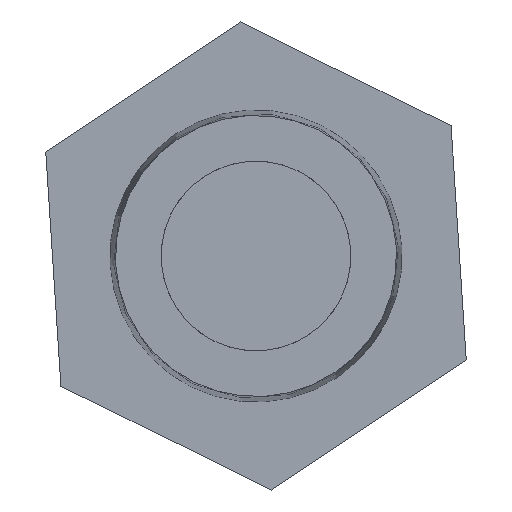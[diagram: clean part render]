
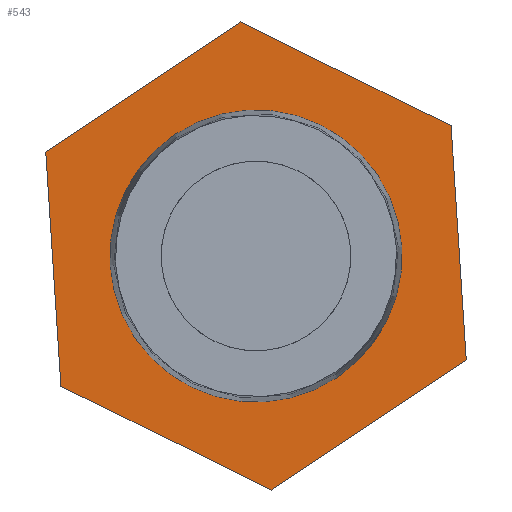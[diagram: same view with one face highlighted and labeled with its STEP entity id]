
A CAD part, front view. The second image highlights one B-rep face of the part: STEP entity #543.
In plain terms, the highlighted face is planar.
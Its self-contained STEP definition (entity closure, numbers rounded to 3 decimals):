
#36=LINE('',#1093,#72);
#37=LINE('',#1096,#73);
#38=LINE('',#1098,#74);
#39=LINE('',#1100,#75);
#40=LINE('',#1102,#76);
#41=LINE('',#1104,#77);
#72=VECTOR('',#945,1000.);
#73=VECTOR('',#946,1000.);
#74=VECTOR('',#947,1000.);
#75=VECTOR('',#948,1000.);
#76=VECTOR('',#949,1000.);
#77=VECTOR('',#950,1000.);
#192=ORIENTED_EDGE('',*,*,#276,.T.);
#193=ORIENTED_EDGE('',*,*,#277,.F.);
#194=ORIENTED_EDGE('',*,*,#278,.F.);
#195=ORIENTED_EDGE('',*,*,#279,.F.);
#196=ORIENTED_EDGE('',*,*,#280,.F.);
#197=ORIENTED_EDGE('',*,*,#281,.F.);
#198=ORIENTED_EDGE('',*,*,#282,.F.);
#276=EDGE_CURVE('',#329,#329,#364,.T.);
#277=EDGE_CURVE('',#330,#331,#36,.T.);
#278=EDGE_CURVE('',#332,#330,#37,.T.);
#279=EDGE_CURVE('',#333,#332,#38,.T.);
#280=EDGE_CURVE('',#334,#333,#39,.T.);
#281=EDGE_CURVE('',#335,#334,#40,.T.);
#282=EDGE_CURVE('',#331,#335,#41,.T.);
#329=VERTEX_POINT('',#1092);
#330=VERTEX_POINT('',#1094);
#331=VERTEX_POINT('',#1095);
#332=VERTEX_POINT('',#1097);
#333=VERTEX_POINT('',#1099);
#334=VERTEX_POINT('',#1101);
#335=VERTEX_POINT('',#1103);
#364=CIRCLE('',#810,16.544);
#411=EDGE_LOOP('',(#192));
#412=EDGE_LOOP('',(#193,#194,#195,#196,#197,#198));
#473=FACE_BOUND('',#411,.T.);
#474=FACE_BOUND('',#412,.T.);
#508=PLANE('',#809);
#543=ADVANCED_FACE('',(#473,#474),#508,.F.);
#809=AXIS2_PLACEMENT_3D('',#1090,#941,#942);
#810=AXIS2_PLACEMENT_3D('',#1091,#943,#944);
#941=DIRECTION('',(0.,-1.,0.));
#942=DIRECTION('',(0.,0.,-1.));
#943=DIRECTION('',(0.,-1.,0.));
#944=DIRECTION('',(0.,0.,-1.));
#945=DIRECTION('',(1.,0.,0.));
#946=DIRECTION('',(0.5,0.,-0.866));
#947=DIRECTION('',(-0.5,0.,-0.866));
#948=DIRECTION('',(-1.,0.,0.));
#949=DIRECTION('',(-0.5,0.,0.866));
#950=DIRECTION('',(0.5,0.,0.866));
#1090=CARTESIAN_POINT('',(0.,10.,0.));
#1091=CARTESIAN_POINT('',(0.,10.,0.));
#1092=CARTESIAN_POINT('',(0.,10.,-16.544));
#1093=CARTESIAN_POINT('',(0.,10.,-23.));
#1094=CARTESIAN_POINT('',(-13.279,10.,-23.));
#1095=CARTESIAN_POINT('',(13.279,10.,-23.));
#1096=CARTESIAN_POINT('',(-19.919,10.,-11.5));
#1097=CARTESIAN_POINT('',(-26.558,10.,0.));
#1098=CARTESIAN_POINT('',(-19.919,10.,11.5));
#1099=CARTESIAN_POINT('',(-13.279,10.,23.));
#1100=CARTESIAN_POINT('',(0.,10.,23.));
#1101=CARTESIAN_POINT('',(13.279,10.,23.));
#1102=CARTESIAN_POINT('',(19.919,10.,11.5));
#1103=CARTESIAN_POINT('',(26.558,10.,0.));
#1104=CARTESIAN_POINT('',(19.919,10.,-11.5));
